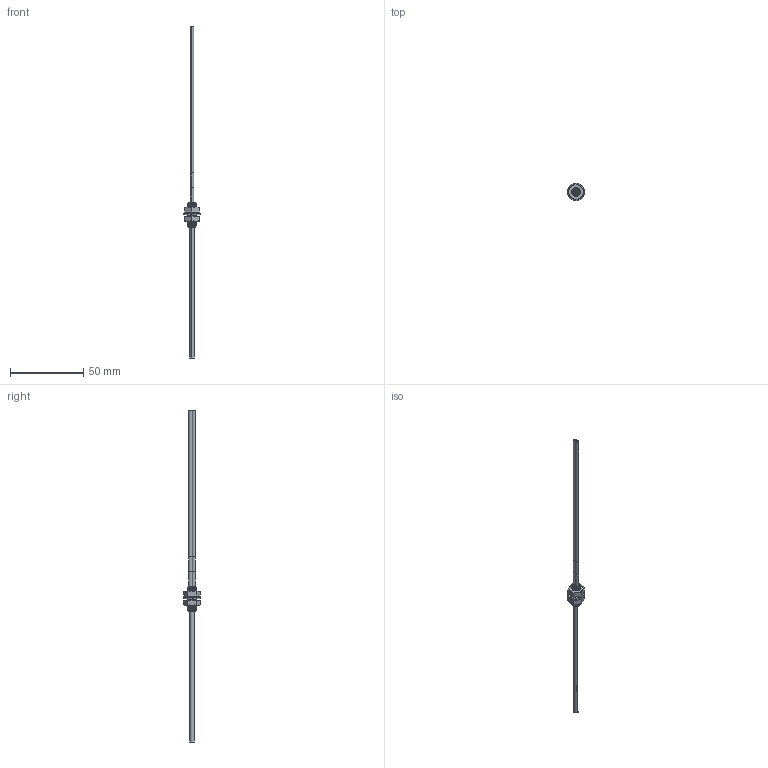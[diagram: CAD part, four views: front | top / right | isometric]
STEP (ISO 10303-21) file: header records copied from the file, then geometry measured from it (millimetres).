
FILE_DESCRIPTION((''),'2;1');
FILE_NAME('192794_ASM','2016-02-09T',('pdmadmin'),(''),'PRO/ENGINEER BY PARAMETRIC TECHNOLOGY CORPORATION, 2013230','PRO/ENGINEER BY PARAMETRIC TECHNOLOGY CORPORATION, 2013230','');
FILE_SCHEMA(('CONFIG_CONTROL_DESIGN'));
Length unit declared in the file: inch
Products named in the file (8): 13958; 51022; 13969; 08395; 08398_M6X0_75_HEX_JAM_NUT_SS_; FIBER_CORE_1MM; 51788_ASM; 192794_ASM
Assembly tree (10 placements, depth 3):
  192794_ASM
    51788_ASM
      13958
      51022  x2
      13969
      08395
      08398_M6X0_75_HEX_JAM_NUT_SS_  x2
      FIBER_CORE_1MM  x2
Bounding box: 11.92 x 11.92 x 226.02 mm (x, y, z)
Volume: 1844.1 mm3; surface area: 6180.5 mm2
Topology: 9 solids, 11 shells, 257 faces, 634 edges, 395 vertices
Faces by surface type: cylinder 117, cone 66, plane 50, bspline 24
Entity records: 12741 total; most frequent: CARTESIAN_POINT 7694, ORIENTED_EDGE 1044, DIRECTION 998, EDGE_CURVE 524, AXIS2_PLACEMENT_3D 384, VERTEX_POINT 333, VECTOR 230, LINE 230
